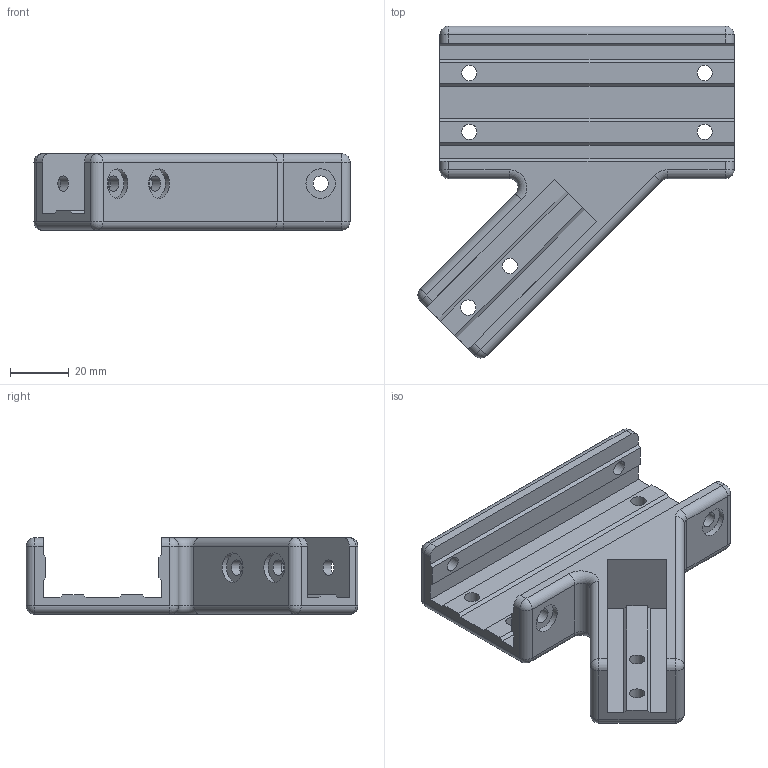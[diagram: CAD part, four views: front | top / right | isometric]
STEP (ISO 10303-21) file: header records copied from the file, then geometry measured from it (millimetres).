
FILE_DESCRIPTION(/* description */ (''),/* implementation_level */ '2;1');
FILE_NAME(/* name */ 'Step''s/1-Side_Support_Top_Brace_Left_Squire v4.step',/* time_stamp */ '2019-10-20T16:59:38-04:00',/* author */ (''),/* organization */ (''),/* preprocessor_version */ 'ST-DEVELOPER v18',/* originating_system */ 'Autodesk Translation Framework v8.6.0.1094',/* authorisation */ '');
FILE_SCHEMA (('AUTOMOTIVE_DESIGN { 1 0 10303 214 3 1 1 }','FEATURE_BASED_PROCESS_PLANNING'));
Length unit declared in the file: millimetre
Products named in the file (1): 1-Side_Support_Top_Brace_Left_Squire
Bounding box: 107.48 x 112.8 x 26.15 mm (x, y, z)
Volume: 87097.5 mm3; surface area: 31662.2 mm2
Topology: 1 solids, 1 shells, 123 faces, 277 edges, 170 vertices
Faces by surface type: cylinder 55, plane 52, sphere 12, torus 4
Full cylindrical faces by diameter (mm): 5.2 x14, 10 x14
Entity records: 3516 total; most frequent: DIRECTION 639, CARTESIAN_POINT 571, ORIENTED_EDGE 554, EDGE_CURVE 277, AXIS2_PLACEMENT_3D 238, VERTEX_POINT 170, EDGE_LOOP 165, LINE 163
